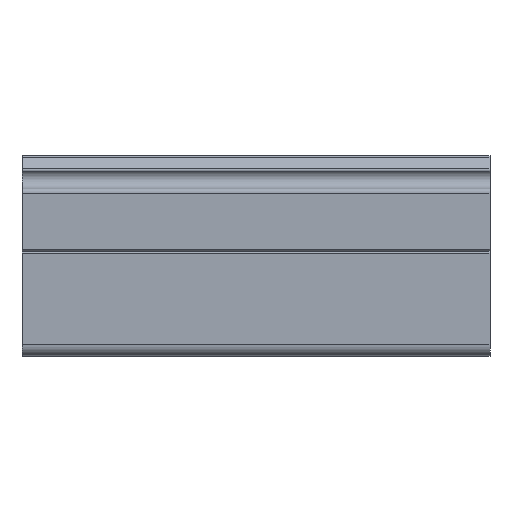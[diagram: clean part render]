
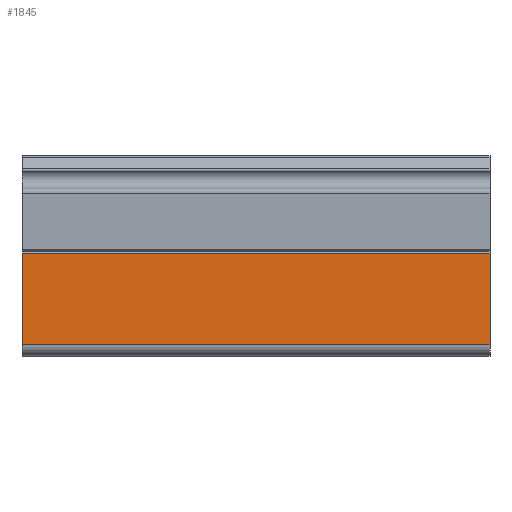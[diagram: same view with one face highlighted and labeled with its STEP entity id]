
A CAD part, front view. The second image highlights one B-rep face of the part: STEP entity #1845.
In plain terms, the highlighted planar face has unit normal (0, -1, -0.018).
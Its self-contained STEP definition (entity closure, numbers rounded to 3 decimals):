
#25 = CARTESIAN_POINT ( 'NONE',  ( 100., -22.465, 2.456 ) ) ;
#94 = VECTOR ( 'NONE', #406, 1000. ) ;
#115 = CARTESIAN_POINT ( 'NONE',  ( 50., -22.806, 22.019 ) ) ;
#116 = LINE ( 'NONE', #115, #94 ) ;
#406 = DIRECTION ( 'NONE',  ( 1., 0., 0. ) ) ;
#871 = EDGE_CURVE ( 'NONE', #1795, #1043, #984, .T. ) ;
#872 = ORIENTED_EDGE ( 'NONE', *, *, #874, .T. ) ;
#874 = EDGE_CURVE ( 'NONE', #1797, #1886, #979, .T. ) ;
#975 = DIRECTION ( 'NONE',  ( 0., 0.017, -1. ) ) ;
#976 = VECTOR ( 'NONE', #975, 1000. ) ;
#977 = CARTESIAN_POINT ( 'NONE',  ( 0., -22.465, 2.456 ) ) ;
#979 = LINE ( 'NONE', #977, #976 ) ;
#981 = DIRECTION ( 'NONE',  ( 0., 0.017, -1. ) ) ;
#982 = VECTOR ( 'NONE', #981, 1000. ) ;
#983 = CARTESIAN_POINT ( 'NONE',  ( 100., -22.806, 22.019 ) ) ;
#984 = LINE ( 'NONE', #983, #982 ) ;
#1043 = VERTEX_POINT ( 'NONE', #25 ) ;
#1044 = ORIENTED_EDGE ( 'NONE', *, *, #1693, .F. ) ;
#1693 = EDGE_CURVE ( 'NONE', #1797, #1795, #116, .T. ) ;
#1795 = VERTEX_POINT ( 'NONE', #2056 ) ;
#1797 = VERTEX_POINT ( 'NONE', #2049 ) ;
#1845 = ADVANCED_FACE ( 'NONE', ( #2458 ), #2418, .F. ) ;
#1846 = ORIENTED_EDGE ( 'NONE', *, *, #1963, .T. ) ;
#1886 = VERTEX_POINT ( 'NONE', #2174 ) ;
#1893 = ORIENTED_EDGE ( 'NONE', *, *, #871, .F. ) ;
#1962 = EDGE_LOOP ( 'NONE', ( #1846, #1893, #1044, #872 ) ) ;
#1963 = EDGE_CURVE ( 'NONE', #1886, #1043, #2348, .T. ) ;
#2049 = CARTESIAN_POINT ( 'NONE',  ( 0., -22.806, 22.019 ) ) ;
#2056 = CARTESIAN_POINT ( 'NONE',  ( 100., -22.806, 22.019 ) ) ;
#2174 = CARTESIAN_POINT ( 'NONE',  ( 0., -22.465, 2.456 ) ) ;
#2302 = DIRECTION ( 'NONE',  ( 1., 0., 0. ) ) ;
#2303 = CARTESIAN_POINT ( 'NONE',  ( 50., -22.465, 2.456 ) ) ;
#2344 = VECTOR ( 'NONE', #2302, 1000. ) ;
#2348 = LINE ( 'NONE', #2303, #2344 ) ;
#2410 = DIRECTION ( 'NONE',  ( 0., -0.017, 1. ) ) ;
#2411 = DIRECTION ( 'NONE',  ( 0., 1., 0.017 ) ) ;
#2412 = CARTESIAN_POINT ( 'NONE',  ( 0., -22.465, 2.456 ) ) ;
#2416 = AXIS2_PLACEMENT_3D ( 'NONE', #2412, #2411, #2410 ) ;
#2418 = PLANE ( 'NONE',  #2416 ) ;
#2458 = FACE_OUTER_BOUND ( 'NONE', #1962, .T. ) ;
